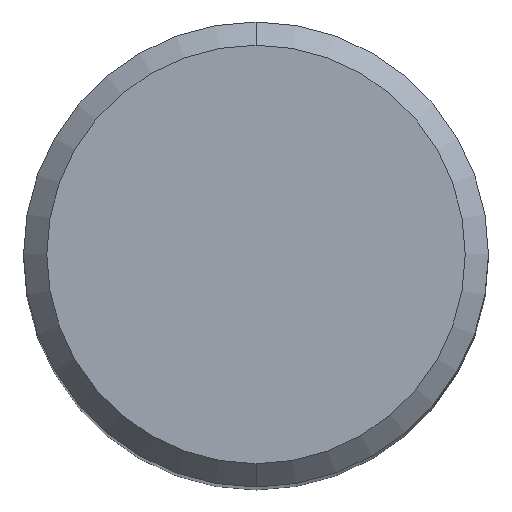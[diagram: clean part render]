
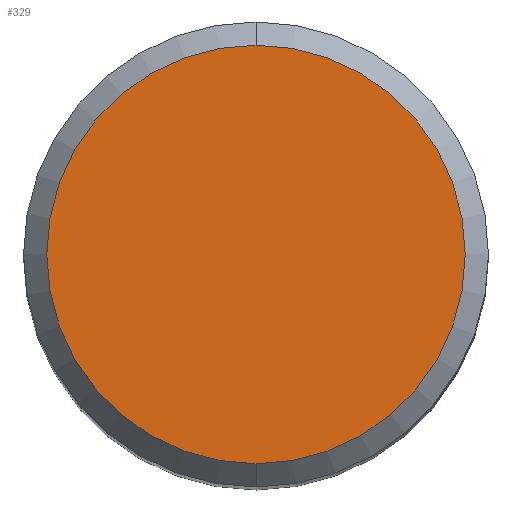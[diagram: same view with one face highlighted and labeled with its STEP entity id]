
A CAD part, top view. The second image highlights one B-rep face of the part: STEP entity #329.
In plain terms, the highlighted planar face has unit normal (0, 0, 1).
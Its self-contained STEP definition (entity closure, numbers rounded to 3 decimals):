
#197=VERTEX_POINT('',#506);
#247=VERTEX_POINT('',#565);
#297=EDGE_CURVE('',#197,#247,#620,.T.);
#329=ADVANCED_FACE('',(#655),#656,.T.);
#411=EDGE_CURVE('',#247,#197,#745,.T.);
#506=CARTESIAN_POINT('',(0.,-5.4,0.0));
#565=CARTESIAN_POINT('',(0.0,5.4,0.0));
#620=CIRCLE('',#1113,5.4);
#655=FACE_OUTER_BOUND('',#1165,.T.);
#656=PLANE('',#1166);
#745=CIRCLE('',#1388,5.4);
#1113=AXIS2_PLACEMENT_3D('',#1685,#1686,#1687);
#1165=EDGE_LOOP('',(#1722,#1723));
#1166=AXIS2_PLACEMENT_3D('',#1724,#1725,#1726);
#1388=AXIS2_PLACEMENT_3D('',#1810,#1811,#1812);
#1685=CARTESIAN_POINT('',(0.0,0.0,0.0));
#1686=DIRECTION('',(0.0,0.0,-1.0));
#1687=DIRECTION('',(0.0,1.0,0.0));
#1722=ORIENTED_EDGE('',*,*,#411,.F.);
#1723=ORIENTED_EDGE('',*,*,#297,.F.);
#1724=CARTESIAN_POINT('',(0.0,2.7,0.0));
#1725=DIRECTION('',(-0.0,0.0,1.0));
#1726=DIRECTION('',(0.0,-1.0,0.0));
#1810=CARTESIAN_POINT('',(0.0,0.0,0.0));
#1811=DIRECTION('',(0.0,0.0,-1.0));
#1812=DIRECTION('',(0.0,1.0,0.0));
